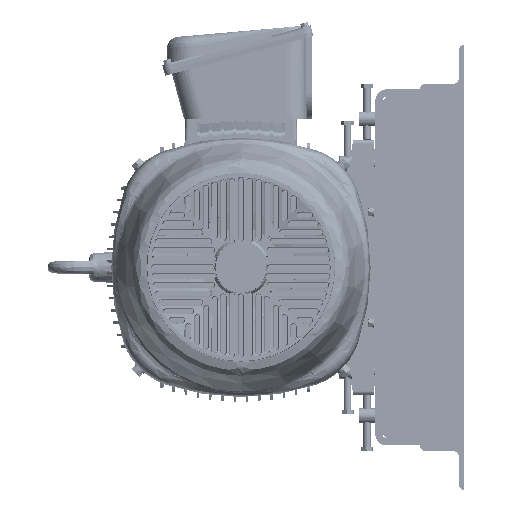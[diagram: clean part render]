
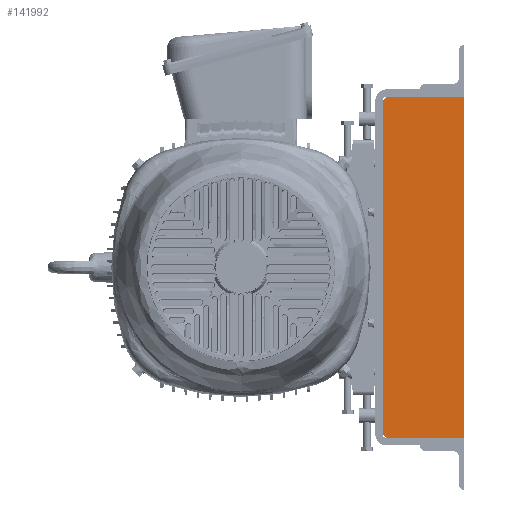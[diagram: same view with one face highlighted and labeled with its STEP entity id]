
A CAD part, left-side view. The second image highlights one B-rep face of the part: STEP entity #141992.
In plain terms, the highlighted planar face has unit normal (-1, 0, 0).
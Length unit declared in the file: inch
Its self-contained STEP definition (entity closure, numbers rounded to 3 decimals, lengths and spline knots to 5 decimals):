
#272 = DIRECTION ( 'NONE',  ( 0., -1., 0. ) ) ;
#474 = DIRECTION ( 'NONE',  ( 0., 0., -1. ) ) ;
#14682 = EDGE_LOOP ( 'NONE', ( #49005, #124771, #211778, #158122, #168928, #300931 ) ) ;
#25180 = CARTESIAN_POINT ( 'NONE',  ( 0., 5.25, -0.5 ) ) ;
#30272 = PLANE ( 'NONE',  #164797 ) ;
#34856 = VERTEX_POINT ( 'NONE', #186698 ) ;
#36374 = LINE ( 'NONE', #148975, #191184 ) ;
#38472 = VECTOR ( 'NONE', #225103, 39.37008 ) ;
#49005 = ORIENTED_EDGE ( 'NONE', *, *, #100707, .T. ) ;
#71614 = VERTEX_POINT ( 'NONE', #209794 ) ;
#88890 = EDGE_CURVE ( 'NONE', #358593, #71614, #230538, .T. ) ;
#100027 = VERTEX_POINT ( 'NONE', #153369 ) ;
#100707 = EDGE_CURVE ( 'NONE', #34856, #245760, #36374, .T. ) ;
#105513 = EDGE_CURVE ( 'NONE', #331541, #100027, #367697, .T. ) ;
#124771 = ORIENTED_EDGE ( 'NONE', *, *, #251715, .T. ) ;
#126606 = CARTESIAN_POINT ( 'NONE',  ( 0., 5.25, -23.5 ) ) ;
#141992 = ADVANCED_FACE ( 'NONE', ( #228093 ), #30272, .F. ) ;
#142362 = VECTOR ( 'NONE', #241619, 39.37008 ) ;
#148975 = CARTESIAN_POINT ( 'NONE',  ( 0., 0., -0.5 ) ) ;
#153369 = CARTESIAN_POINT ( 'NONE',  ( 0., 5.5, -0.75 ) ) ;
#158122 = ORIENTED_EDGE ( 'NONE', *, *, #401563, .T. ) ;
#161431 = LINE ( 'NONE', #185583, #326156 ) ;
#164797 = AXIS2_PLACEMENT_3D ( 'NONE', #371205, #185737, #474 ) ;
#168928 = ORIENTED_EDGE ( 'NONE', *, *, #88890, .T. ) ;
#180610 = EDGE_CURVE ( 'NONE', #71614, #34856, #161431, .T. ) ;
#185583 = CARTESIAN_POINT ( 'NONE',  ( 0., 0., -23.5 ) ) ;
#185737 = DIRECTION ( 'NONE',  ( 1., 0., 0. ) ) ;
#186698 = CARTESIAN_POINT ( 'NONE',  ( 0., 0., -23.5 ) ) ;
#191184 = VECTOR ( 'NONE', #273551, 39.37008 ) ;
#209794 = CARTESIAN_POINT ( 'NONE',  ( 0., 5.25, -23.5 ) ) ;
#211778 = ORIENTED_EDGE ( 'NONE', *, *, #105513, .T. ) ;
#217578 = CARTESIAN_POINT ( 'NONE',  ( 0., 5.5, -23.25 ) ) ;
#219790 = DIRECTION ( 'NONE',  ( 0., -0.707, -0.707 ) ) ;
#225103 = DIRECTION ( 'NONE',  ( 0., 0.707, -0.707 ) ) ;
#228093 = FACE_OUTER_BOUND ( 'NONE', #14682, .T. ) ;
#230538 = LINE ( 'NONE', #126606, #240338 ) ;
#240338 = VECTOR ( 'NONE', #219790, 39.37008 ) ;
#241619 = DIRECTION ( 'NONE',  ( 0., 1., 0. ) ) ;
#245760 = VERTEX_POINT ( 'NONE', #392046 ) ;
#251715 = EDGE_CURVE ( 'NONE', #245760, #331541, #306932, .T. ) ;
#256341 = CARTESIAN_POINT ( 'NONE',  ( 0., 5.5, -0.75 ) ) ;
#273551 = DIRECTION ( 'NONE',  ( 0., 0., 1. ) ) ;
#285409 = VECTOR ( 'NONE', #342213, 39.37008 ) ;
#290050 = CARTESIAN_POINT ( 'NONE',  ( 0., 5.25, -0.5 ) ) ;
#300931 = ORIENTED_EDGE ( 'NONE', *, *, #180610, .T. ) ;
#306932 = LINE ( 'NONE', #25180, #142362 ) ;
#324234 = LINE ( 'NONE', #217578, #285409 ) ;
#326156 = VECTOR ( 'NONE', #272, 39.37008 ) ;
#331541 = VERTEX_POINT ( 'NONE', #290050 ) ;
#342213 = DIRECTION ( 'NONE',  ( 0., 0., -1. ) ) ;
#352202 = CARTESIAN_POINT ( 'NONE',  ( 0., 5.5, -23.25 ) ) ;
#358593 = VERTEX_POINT ( 'NONE', #352202 ) ;
#367697 = LINE ( 'NONE', #256341, #38472 ) ;
#371205 = CARTESIAN_POINT ( 'NONE',  ( 0., 0., -23.5 ) ) ;
#392046 = CARTESIAN_POINT ( 'NONE',  ( 0., 0., -0.5 ) ) ;
#401563 = EDGE_CURVE ( 'NONE', #100027, #358593, #324234, .T. ) ;
